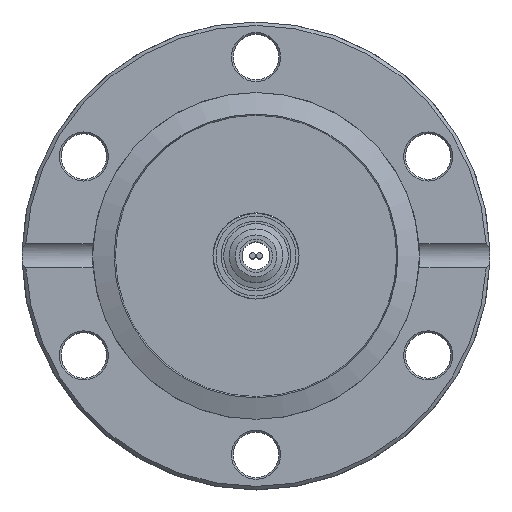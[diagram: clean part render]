
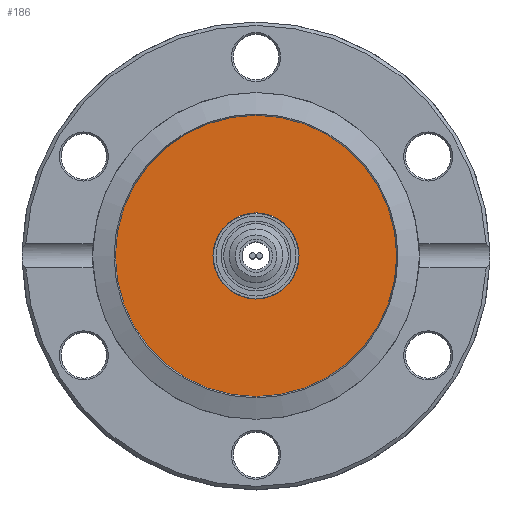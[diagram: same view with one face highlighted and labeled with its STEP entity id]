
A CAD part, top view. The second image highlights one B-rep face of the part: STEP entity #186.
In plain terms, the highlighted planar face has unit normal (0, 0, 1).
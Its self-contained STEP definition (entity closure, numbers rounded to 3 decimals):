
#186 = ADVANCED_FACE( '', ( #457, #458 ), #459, .T. );
#457 = FACE_OUTER_BOUND( '', #867, .T. );
#458 = FACE_BOUND( '', #868, .T. );
#459 = PLANE( '', #869 );
#867 = EDGE_LOOP( '', ( #1299 ) );
#868 = EDGE_LOOP( '', ( #1300 ) );
#869 = AXIS2_PLACEMENT_3D( '', #1301, #1302, #1303 );
#1299 = ORIENTED_EDGE( '', *, *, #1825, .T. );
#1300 = ORIENTED_EDGE( '', *, *, #1826, .T. );
#1301 = CARTESIAN_POINT( '', ( 0., 0., 5.182 ) );
#1302 = DIRECTION( '', ( 0., 0., 1. ) );
#1303 = DIRECTION( '', ( 1., 0., 0. ) );
#1825 = EDGE_CURVE( '', #2074, #2074, #2075, .T. );
#1826 = EDGE_CURVE( '', #2076, #2076, #2077, .F. );
#2074 = VERTEX_POINT( '', #2419 );
#2075 = CIRCLE( '', #2420, 20.77 );
#2076 = VERTEX_POINT( '', #2421 );
#2077 = CIRCLE( '', #2422, 6.363 );
#2419 = CARTESIAN_POINT( '', ( 20.77, 0., 5.182 ) );
#2420 = AXIS2_PLACEMENT_3D( '', #2756, #2757, #2758 );
#2421 = CARTESIAN_POINT( '', ( 6.363, 0., 5.182 ) );
#2422 = AXIS2_PLACEMENT_3D( '', #2759, #2760, #2761 );
#2756 = CARTESIAN_POINT( '', ( 0., 0., 5.182 ) );
#2757 = DIRECTION( '', ( 0., 0., 1. ) );
#2758 = DIRECTION( '', ( 1., 0., 0. ) );
#2759 = CARTESIAN_POINT( '', ( 0., 0., 5.182 ) );
#2760 = DIRECTION( '', ( 0., 0., 1. ) );
#2761 = DIRECTION( '', ( 1., 0., 0. ) );
